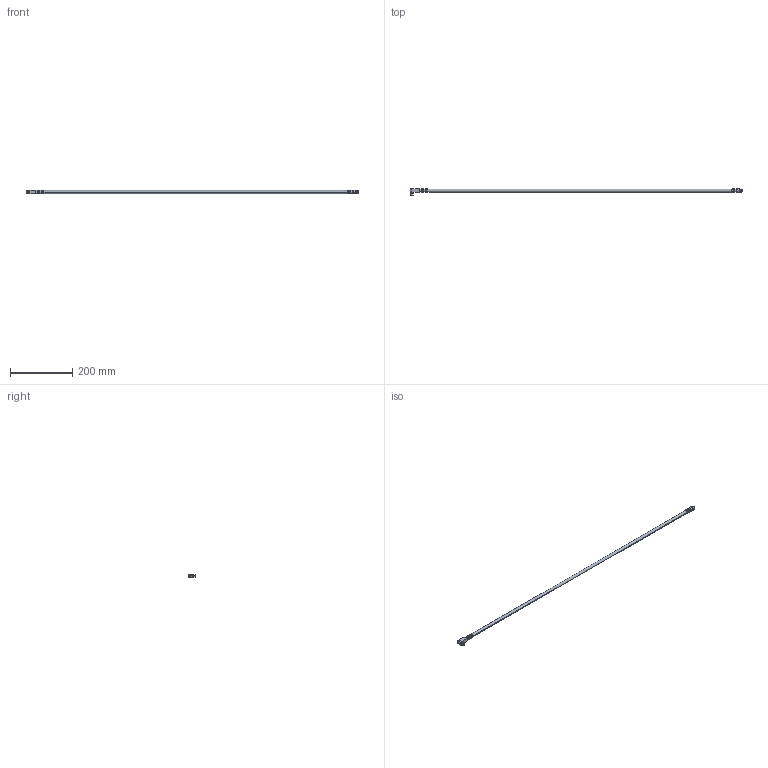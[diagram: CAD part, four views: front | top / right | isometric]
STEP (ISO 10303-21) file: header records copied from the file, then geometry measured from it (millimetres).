
FILE_DESCRIPTION (( 'STEP AP214' ), '1' );
FILE_NAME ('mr181212-1000.STEP', '2025-03-12T14:44:29', ( '' ), ( '' ), 'SwSTEP 2.0', 'SolidWorks 2021', '' );
FILE_SCHEMA (( 'AUTOMOTIVE_DESIGN' ));
Length unit declared in the file: millimetre
Products named in the file (5): 3JT8X1,5-VIT-20-V6; Tub_1000; mr181212-1000; 9MR181212-D; 9MR181212-A
Assembly tree (5 placements, depth 2):
  mr181212-1000
    9MR181212-A
    9MR181212-D
    Tub_1000
    3JT8X1,5-VIT-20-V6  x2
Bounding box: 1063.7 x 21.9 x 12.6 mm (x, y, z)
Volume: 48380.4 mm3; surface area: 60341.7 mm2
Topology: 5 solids, 5 shells, 284 faces, 665 edges, 406 vertices
Faces by surface type: cylinder 96, plane 84, torus 70, cone 34
Entity records: 8735 total; most frequent: CARTESIAN_POINT 2012, DIRECTION 1457, ORIENTED_EDGE 1314, EDGE_CURVE 657, AXIS2_PLACEMENT_3D 611, VERTEX_POINT 402, CIRCLE 323, EDGE_LOOP 307
